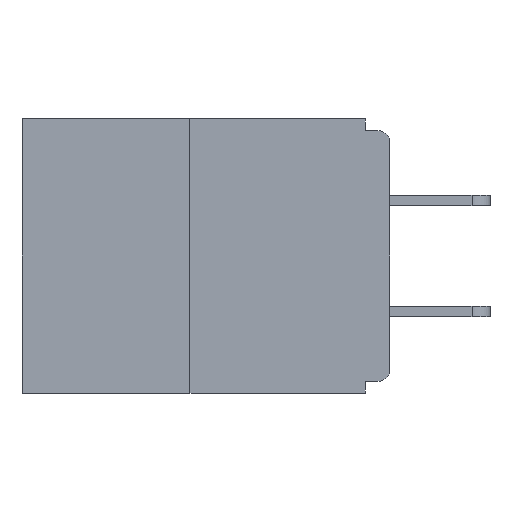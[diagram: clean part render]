
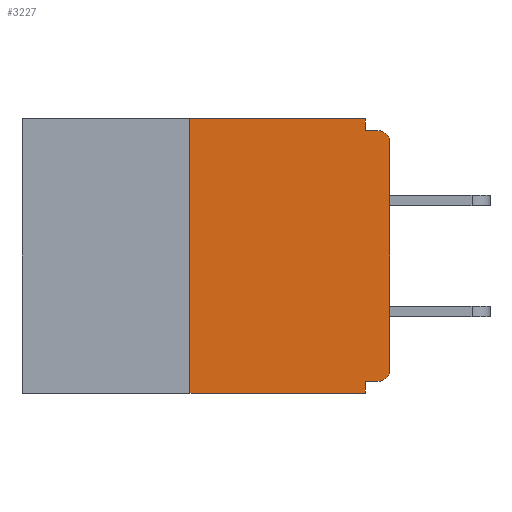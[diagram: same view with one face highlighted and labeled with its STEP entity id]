
A CAD part, left-side view. The second image highlights one B-rep face of the part: STEP entity #3227.
In plain terms, the highlighted planar face has unit normal (-1, 0, 0).
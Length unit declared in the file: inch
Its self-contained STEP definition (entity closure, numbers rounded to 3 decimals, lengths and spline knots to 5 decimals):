
#81 = DIRECTION ( 'NONE',  ( 0., 0., -1. ) ) ;
#117 = LINE ( 'NONE', #4440, #19322 ) ;
#242 = CARTESIAN_POINT ( 'NONE',  ( 0., 0.46, 0. ) ) ;
#625 = VERTEX_POINT ( 'NONE', #6698 ) ;
#772 = DIRECTION ( 'NONE',  ( 0., 0., 1. ) ) ;
#1077 = LINE ( 'NONE', #5893, #11512 ) ;
#1353 = LINE ( 'NONE', #8449, #5467 ) ;
#1652 = VERTEX_POINT ( 'NONE', #5609 ) ;
#2217 = EDGE_CURVE ( 'NONE', #8658, #19224, #12026, .T. ) ;
#2499 = AXIS2_PLACEMENT_3D ( 'NONE', #17575, #19338, #15876 ) ;
#2729 = EDGE_CURVE ( 'NONE', #5337, #5935, #11740, .T. ) ;
#2921 = DIRECTION ( 'NONE',  ( 0., 1., 0. ) ) ;
#2929 = VERTEX_POINT ( 'NONE', #17491 ) ;
#3227 = ADVANCED_FACE ( 'NONE', ( #6917 ), #10762, .F. ) ;
#3382 = AXIS2_PLACEMENT_3D ( 'NONE', #4044, #11107, #10956 ) ;
#3864 = VECTOR ( 'NONE', #7320, 39.37008 ) ;
#4044 = CARTESIAN_POINT ( 'NONE',  ( 0., 0.015, -0.03 ) ) ;
#4440 = CARTESIAN_POINT ( 'NONE',  ( 0., 0.031, 0. ) ) ;
#4462 = ORIENTED_EDGE ( 'NONE', *, *, #2729, .F. ) ;
#4631 = VECTOR ( 'NONE', #13183, 39.37008 ) ;
#4700 = DIRECTION ( 'NONE',  ( 0., 0., 1. ) ) ;
#5039 = CARTESIAN_POINT ( 'NONE',  ( 0., 0.031, -0.328 ) ) ;
#5149 = EDGE_CURVE ( 'NONE', #1652, #5935, #8794, .T. ) ;
#5337 = VERTEX_POINT ( 'NONE', #5039 ) ;
#5467 = VECTOR ( 'NONE', #2921, 39.37008 ) ;
#5609 = CARTESIAN_POINT ( 'NONE',  ( 0., 0.25, -0.343 ) ) ;
#5893 = CARTESIAN_POINT ( 'NONE',  ( 0., 0., 0. ) ) ;
#5931 = EDGE_CURVE ( 'NONE', #8658, #5337, #1353, .T. ) ;
#5935 = VERTEX_POINT ( 'NONE', #10214 ) ;
#6321 = LINE ( 'NONE', #13427, #17307 ) ;
#6618 = CARTESIAN_POINT ( 'NONE',  ( 0., 0.031, -0.343 ) ) ;
#6698 = CARTESIAN_POINT ( 'NONE',  ( 0., 0.25, 0. ) ) ;
#6917 = FACE_OUTER_BOUND ( 'NONE', #22443, .T. ) ;
#7320 = DIRECTION ( 'NONE',  ( 0., -1., 0. ) ) ;
#8449 = CARTESIAN_POINT ( 'NONE',  ( 0., 0., -0.328 ) ) ;
#8658 = VERTEX_POINT ( 'NONE', #16205 ) ;
#8794 = LINE ( 'NONE', #17857, #3864 ) ;
#9134 = ORIENTED_EDGE ( 'NONE', *, *, #19028, .F. ) ;
#9524 = CARTESIAN_POINT ( 'NONE',  ( 0., 0., -0.015 ) ) ;
#9766 = ORIENTED_EDGE ( 'NONE', *, *, #15450, .T. ) ;
#9880 = VERTEX_POINT ( 'NONE', #11692 ) ;
#10214 = CARTESIAN_POINT ( 'NONE',  ( 0., 0.031, -0.343 ) ) ;
#10596 = DIRECTION ( 'NONE',  ( 1., 0., 0. ) ) ;
#10762 = PLANE ( 'NONE',  #19860 ) ;
#10956 = DIRECTION ( 'NONE',  ( 0., 0., -1. ) ) ;
#11107 = DIRECTION ( 'NONE',  ( -1., 0., 0. ) ) ;
#11418 = VERTEX_POINT ( 'NONE', #19678 ) ;
#11512 = VECTOR ( 'NONE', #772, 39.37008 ) ;
#11624 = ORIENTED_EDGE ( 'NONE', *, *, #5931, .F. ) ;
#11692 = CARTESIAN_POINT ( 'NONE',  ( 0., 0.031, 0. ) ) ;
#11740 = LINE ( 'NONE', #6618, #22151 ) ;
#12026 = CIRCLE ( 'NONE', #2499, 0.015 ) ;
#12116 = ORIENTED_EDGE ( 'NONE', *, *, #14372, .T. ) ;
#12211 = ORIENTED_EDGE ( 'NONE', *, *, #15698, .F. ) ;
#12326 = LINE ( 'NONE', #16181, #16667 ) ;
#12652 = ORIENTED_EDGE ( 'NONE', *, *, #15763, .F. ) ;
#13183 = DIRECTION ( 'NONE',  ( 0., -1., 0. ) ) ;
#13427 = CARTESIAN_POINT ( 'NONE',  ( 0., 0.25, 0. ) ) ;
#13436 = ORIENTED_EDGE ( 'NONE', *, *, #2217, .T. ) ;
#13844 = CARTESIAN_POINT ( 'NONE',  ( 0., 0., -0.313 ) ) ;
#14372 = EDGE_CURVE ( 'NONE', #11418, #17413, #22572, .T. ) ;
#14549 = CARTESIAN_POINT ( 'NONE',  ( 0., 0.015, -0.015 ) ) ;
#15450 = EDGE_CURVE ( 'NONE', #19224, #11418, #1077, .T. ) ;
#15698 = EDGE_CURVE ( 'NONE', #625, #9880, #12326, .T. ) ;
#15763 = EDGE_CURVE ( 'NONE', #2929, #17413, #20533, .T. ) ;
#15876 = DIRECTION ( 'NONE',  ( 0., 0., -1. ) ) ;
#16181 = CARTESIAN_POINT ( 'NONE',  ( 0., 0.46, 0. ) ) ;
#16205 = CARTESIAN_POINT ( 'NONE',  ( 0., 0.015, -0.328 ) ) ;
#16667 = VECTOR ( 'NONE', #19876, 39.37008 ) ;
#17219 = DIRECTION ( 'NONE',  ( 0., 0., -1. ) ) ;
#17307 = VECTOR ( 'NONE', #4700, 39.37008 ) ;
#17413 = VERTEX_POINT ( 'NONE', #14549 ) ;
#17491 = CARTESIAN_POINT ( 'NONE',  ( 0., 0.031, -0.015 ) ) ;
#17575 = CARTESIAN_POINT ( 'NONE',  ( 0., 0.015, -0.313 ) ) ;
#17857 = CARTESIAN_POINT ( 'NONE',  ( 0., 0.46, -0.343 ) ) ;
#19028 = EDGE_CURVE ( 'NONE', #9880, #2929, #117, .T. ) ;
#19224 = VERTEX_POINT ( 'NONE', #13844 ) ;
#19322 = VECTOR ( 'NONE', #21988, 39.37008 ) ;
#19338 = DIRECTION ( 'NONE',  ( -1., 0., 0. ) ) ;
#19678 = CARTESIAN_POINT ( 'NONE',  ( 0., 0., -0.03 ) ) ;
#19837 = ORIENTED_EDGE ( 'NONE', *, *, #20493, .F. ) ;
#19860 = AXIS2_PLACEMENT_3D ( 'NONE', #242, #10596, #81 ) ;
#19876 = DIRECTION ( 'NONE',  ( 0., -1., 0. ) ) ;
#20317 = ORIENTED_EDGE ( 'NONE', *, *, #5149, .T. ) ;
#20493 = EDGE_CURVE ( 'NONE', #1652, #625, #6321, .T. ) ;
#20533 = LINE ( 'NONE', #9524, #4631 ) ;
#21988 = DIRECTION ( 'NONE',  ( 0., 0., -1. ) ) ;
#22151 = VECTOR ( 'NONE', #17219, 39.37008 ) ;
#22443 = EDGE_LOOP ( 'NONE', ( #12211, #19837, #20317, #4462, #11624, #13436, #9766, #12116, #12652, #9134 ) ) ;
#22572 = CIRCLE ( 'NONE', #3382, 0.015 ) ;
